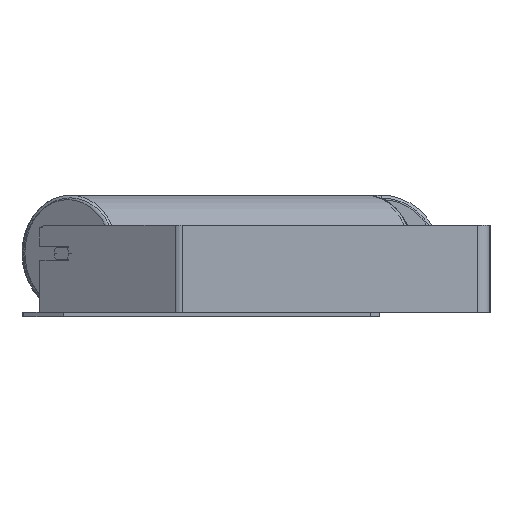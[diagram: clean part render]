
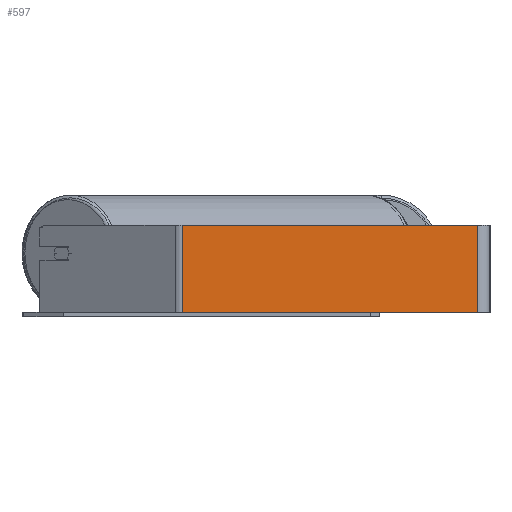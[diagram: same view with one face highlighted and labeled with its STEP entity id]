
A CAD part, left-side view. The second image highlights one B-rep face of the part: STEP entity #597.
In plain terms, the highlighted planar face has unit normal (-1, 0, 0).
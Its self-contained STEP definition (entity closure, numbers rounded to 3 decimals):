
#190 = ORIENTED_EDGE ( 'NONE', *, *, #4540, .F. ) ;
#260 = EDGE_CURVE ( 'NONE', #5065, #8103, #2008, .T. ) ;
#597 = ADVANCED_FACE ( 'NONE', ( #7348 ), #3034, .F. ) ;
#703 = DIRECTION ( 'NONE',  ( 1., 0., 0. ) ) ;
#1121 = DIRECTION ( 'NONE',  ( 0., 0., -1. ) ) ;
#1310 = ORIENTED_EDGE ( 'NONE', *, *, #260, .T. ) ;
#1671 = CARTESIAN_POINT ( 'NONE',  ( -945., 357.495, 50. ) ) ;
#1921 = VERTEX_POINT ( 'NONE', #8166 ) ;
#2008 = LINE ( 'NONE', #5570, #8290 ) ;
#2189 = LINE ( 'NONE', #1671, #4849 ) ;
#2215 = DIRECTION ( 'NONE',  ( 0., 0., -1. ) ) ;
#2802 = LINE ( 'NONE', #7026, #7436 ) ;
#2835 = CARTESIAN_POINT ( 'NONE',  ( -945., 357.495, 50. ) ) ;
#3034 = PLANE ( 'NONE',  #7544 ) ;
#3442 = ORIENTED_EDGE ( 'NONE', *, *, #3798, .F. ) ;
#3798 = EDGE_CURVE ( 'NONE', #1921, #8103, #4114, .T. ) ;
#4114 = LINE ( 'NONE', #6870, #8349 ) ;
#4158 = ORIENTED_EDGE ( 'NONE', *, *, #4802, .T. ) ;
#4540 = EDGE_CURVE ( 'NONE', #7605, #1921, #2189, .T. ) ;
#4802 = EDGE_CURVE ( 'NONE', #7605, #5065, #2802, .T. ) ;
#4849 = VECTOR ( 'NONE', #7270, 1000. ) ;
#5065 = VERTEX_POINT ( 'NONE', #5444 ) ;
#5431 = DIRECTION ( 'NONE',  ( 0., -1., 0. ) ) ;
#5444 = CARTESIAN_POINT ( 'NONE',  ( -945., 353.08, -50. ) ) ;
#5570 = CARTESIAN_POINT ( 'NONE',  ( -945., 357.495, -50. ) ) ;
#5613 = CARTESIAN_POINT ( 'NONE',  ( -945., 14., -50. ) ) ;
#6149 = CARTESIAN_POINT ( 'NONE',  ( -945., 353.08, 50. ) ) ;
#6870 = CARTESIAN_POINT ( 'NONE',  ( -945., 14., 50. ) ) ;
#7026 = CARTESIAN_POINT ( 'NONE',  ( -945., 353.08, 50. ) ) ;
#7270 = DIRECTION ( 'NONE',  ( 0., -1., 0. ) ) ;
#7348 = FACE_OUTER_BOUND ( 'NONE', #8253, .T. ) ;
#7436 = VECTOR ( 'NONE', #7869, 1000. ) ;
#7544 = AXIS2_PLACEMENT_3D ( 'NONE', #2835, #703, #2215 ) ;
#7605 = VERTEX_POINT ( 'NONE', #6149 ) ;
#7869 = DIRECTION ( 'NONE',  ( 0., 0., -1. ) ) ;
#8103 = VERTEX_POINT ( 'NONE', #5613 ) ;
#8166 = CARTESIAN_POINT ( 'NONE',  ( -945., 14., 50. ) ) ;
#8253 = EDGE_LOOP ( 'NONE', ( #1310, #3442, #190, #4158 ) ) ;
#8290 = VECTOR ( 'NONE', #5431, 1000. ) ;
#8349 = VECTOR ( 'NONE', #1121, 1000. ) ;
